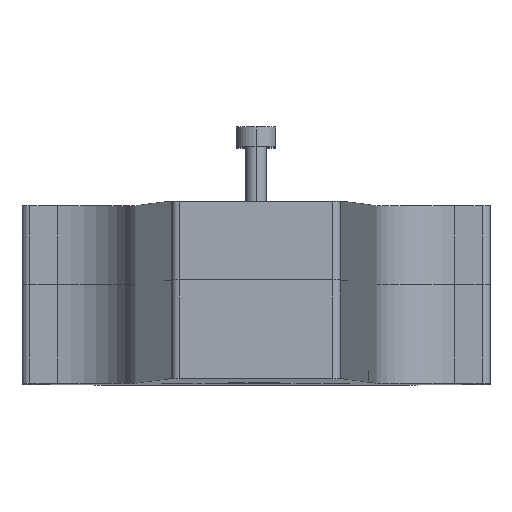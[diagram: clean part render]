
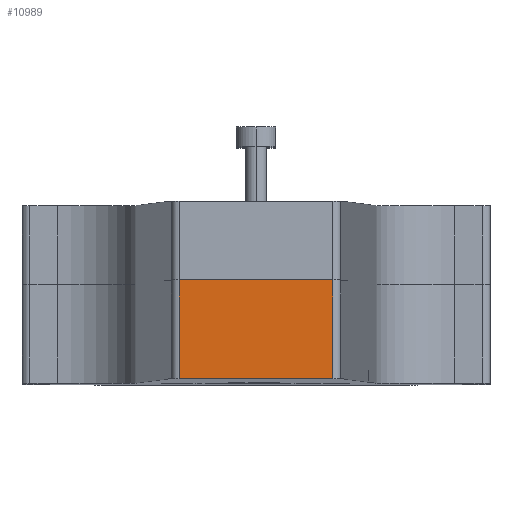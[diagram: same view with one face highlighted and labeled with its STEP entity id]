
A CAD part, top view. The second image highlights one B-rep face of the part: STEP entity #10989.
In plain terms, the highlighted free-form (B-spline) face has degree [1, 1] with [2, 2] control points.
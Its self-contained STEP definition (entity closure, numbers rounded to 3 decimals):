
#346=LINE('',#16006,#1378);
#355=LINE('',#16047,#1387);
#356=LINE('',#16050,#1388);
#357=LINE('',#16051,#1389);
#1378=VECTOR('',#12945,1000.);
#1387=VECTOR('',#12976,1000.);
#1388=VECTOR('',#12977,1000.);
#1389=VECTOR('',#12978,1000.);
#2182=B_SPLINE_SURFACE_WITH_KNOTS('',1,1,((#16043,#16044),(#16045,#16046)),
 .PLANE_SURF.,.F.,.F.,.F.,(2,2),(2,2),(0.,1.),(0.,1.),.UNSPECIFIED.);
#3258=ORIENTED_EDGE('',*,*,#6487,.F.);
#3259=ORIENTED_EDGE('',*,*,#6488,.T.);
#3260=ORIENTED_EDGE('',*,*,#6467,.F.);
#3261=ORIENTED_EDGE('',*,*,#6489,.T.);
#6467=EDGE_CURVE('',#8110,#8111,#346,.T.);
#6487=EDGE_CURVE('',#8128,#8129,#355,.T.);
#6488=EDGE_CURVE('',#8128,#8111,#356,.T.);
#6489=EDGE_CURVE('',#8110,#8129,#357,.F.);
#8110=VERTEX_POINT('',#16005);
#8111=VERTEX_POINT('',#16007);
#8128=VERTEX_POINT('',#16048);
#8129=VERTEX_POINT('',#16049);
#9418=EDGE_LOOP('',(#3258,#3259,#3260,#3261));
#10070=FACE_BOUND('',#9418,.T.);
#10989=ADVANCED_FACE('',(#10070),#2182,.T.);
#12945=DIRECTION('',(-1.,0.,0.));
#12976=DIRECTION('',(1.,0.,0.));
#12977=DIRECTION('',(0.,-1.,0.));
#12978=DIRECTION('',(0.,-1.,0.));
#16005=CARTESIAN_POINT('',(19.467,-35.,930.));
#16006=CARTESIAN_POINT('',(10.72,-35.,930.));
#16007=CARTESIAN_POINT('',(-19.467,-35.,930.));
#16043=CARTESIAN_POINT('',(-21.414,-36.25,930.));
#16044=CARTESIAN_POINT('',(-21.414,-8.75,930.));
#16045=CARTESIAN_POINT('',(21.414,-36.25,930.));
#16046=CARTESIAN_POINT('',(21.414,-8.75,930.));
#16047=CARTESIAN_POINT('',(10.72,-10.,930.));
#16048=CARTESIAN_POINT('',(-19.467,-10.,930.));
#16049=CARTESIAN_POINT('',(19.467,-10.,930.));
#16050=CARTESIAN_POINT('',(-19.467,-35.,930.));
#16051=CARTESIAN_POINT('',(19.467,10.002,930.));
